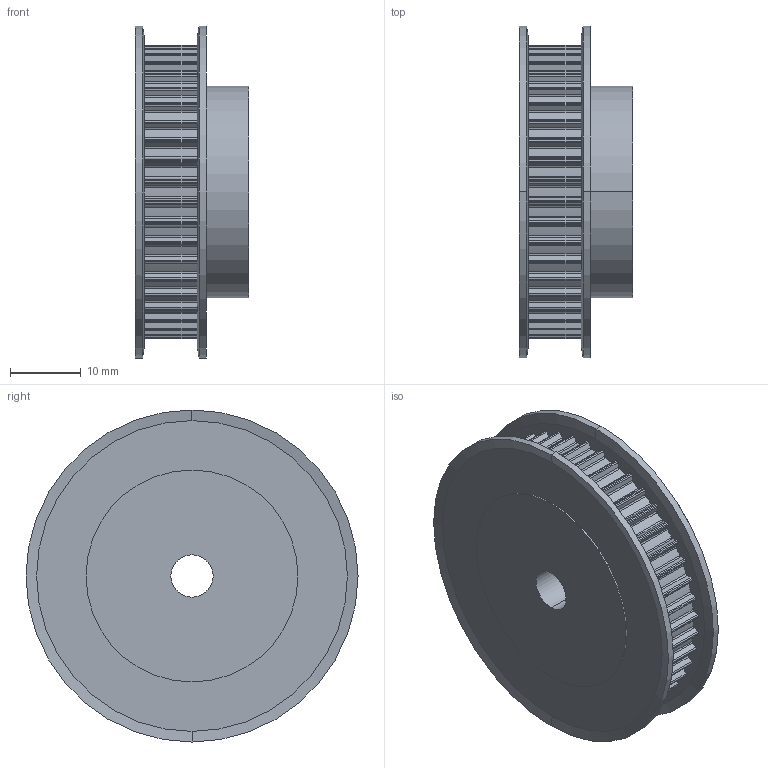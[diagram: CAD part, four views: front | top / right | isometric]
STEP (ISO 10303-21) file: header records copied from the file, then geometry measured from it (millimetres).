
FILE_DESCRIPTION(('STEP AP214'),'1');
FILE_NAME('cctmp_45E2CEB1-4ED3-44BB-9DD4-E80DC006ED2A_2021_1_6_11_39_10_997..stp','2021-01-06T10:39:11',('Mulco-Europe EWIV'),('CADClick - www.CADClick.com'),'Spatial InterOp 3D',' ','unknown authorization');
FILE_SCHEMA(('AUTOMOTIVE_DESIGN'));
Length unit declared in the file: millimetre
Products named in the file (1): 2021_01_06__11-39-10-966
Bounding box: 16 x 47 x 47 mm (x, y, z)
Volume: 17135.5 mm3; surface area: 6908.7 mm2
Topology: 1 solids, 1 shells, 376 faces, 1102 edges, 732 vertices
Faces by surface type: cylinder 274, plane 94, cone 8
Entity records: 15794 total; most frequent: DIRECTION 2412, CARTESIAN_POINT 2211, ORIENTED_EDGE 2204, EDGE_CURVE 1102, AXIS2_PLACEMENT_3D 933, VERTEX_POINT 732, CIRCLE 556, LINE 546
